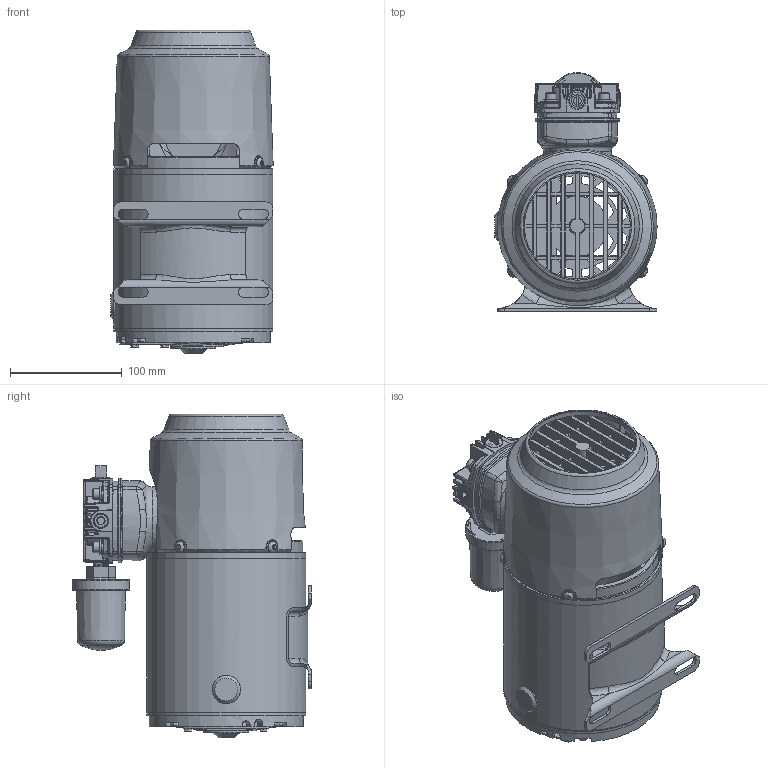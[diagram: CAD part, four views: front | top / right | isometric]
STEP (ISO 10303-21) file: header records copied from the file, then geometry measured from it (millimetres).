
FILE_DESCRIPTION (( 'STEP AP214' ), '1' );
FILE_NAME ('1VAF-10-M100X.STEP', '2025-04-16T19:11:48', ( '' ), ( '' ), 'SwSTEP 2.0', 'SolidWorks 2023', '' );
FILE_SCHEMA (( 'AUTOMOTIVE_DESIGN' ));
Length unit declared in the file: inch
Products named in the file (11): BA503_44605K232; AH344; AG263_BASE; AG263_TOP; B300A; B344A; AH664; 1VAF-10-M100X; AE451A; AG264; 1VAF-13-M100X_Imported bodies
Assembly tree (10 placements, depth 3):
  1VAF-10-M100X
    1VAF-13-M100X_Imported bodies
    BA503_44605K232
    AE451A
    B300A
      AH344
      B344A
      AG264
      AH664
      AG263_BASE
      AG263_TOP
Bounding box: 145.49 x 213.94 x 290.25 mm (x, y, z)
Volume: 44565.9 mm3; surface area: 434378.6 mm2
Topology: 8 solids, 32 shells, 2926 faces, 7593 edges, 4679 vertices
Faces by surface type: plane 1230, bspline 830, cylinder 454, cone 229, torus 122, sphere 61
Full cylindrical faces by diameter (mm): 2.286 x4, 3.454 x8, 4.166 x4, 4.826 x2, 5.69 x4, 6.35 x4, 6.604 x4, 7.874 x2, 8.357 x1, 9.525 x4, 9.754 x4, 10.541 x1, 11.684 x4, 12.7 x5, 13.843 x2, 14.478 x1, 15.24 x1, 15.469 x1, 15.748 x2, 15.875 x1, 17.018 x1, 20.066 x1, 25.4 x1, 31.75 x1, 33.95 x1, 40.132 x1, 47.752 x1, 50.8 x4, 60.452 x1, 127 x2
Entity records: 133299 total; most frequent: CARTESIAN_POINT 53985, ORIENTED_EDGE 14644, DIRECTION 9505, EDGE_CURVE 7332, VERTEX_POINT 4605, AXIS2_PLACEMENT_3D 3670, EDGE_LOOP 3245, B_SPLINE_CURVE_WITH_KNOTS 3242
